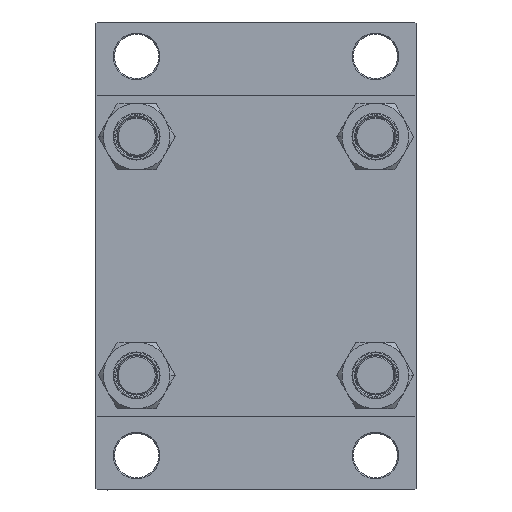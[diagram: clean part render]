
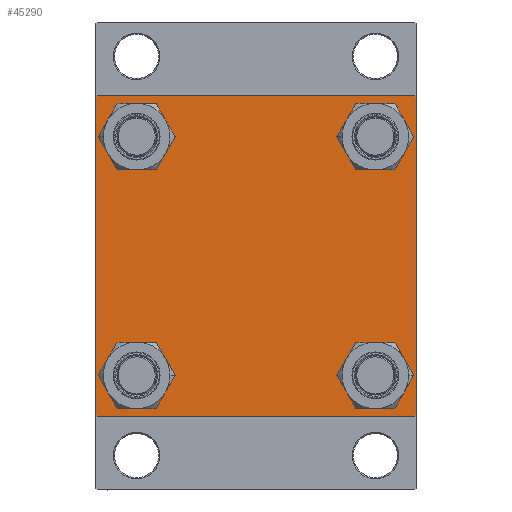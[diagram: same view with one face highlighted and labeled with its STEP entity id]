
A CAD part, left-side view. The second image highlights one B-rep face of the part: STEP entity #45290.
In plain terms, the highlighted planar face has unit normal (-1, 0, 0).
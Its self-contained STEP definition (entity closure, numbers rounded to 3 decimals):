
#128 = CIRCLE ( 'NONE', #11716, 8.5 ) ;
#459 = VECTOR ( 'NONE', #31756, 1000. ) ;
#691 = CARTESIAN_POINT ( 'NONE',  ( 0., 48.45, 39.95 ) ) ;
#1097 = VERTEX_POINT ( 'NONE', #17505 ) ;
#1459 = DIRECTION ( 'NONE',  ( 0., 0., 1. ) ) ;
#1461 = LINE ( 'NONE', #38149, #459 ) ;
#1602 = AXIS2_PLACEMENT_3D ( 'NONE', #16605, #12936, #27129 ) ;
#1657 = EDGE_CURVE ( 'NONE', #29806, #35248, #40317, .T. ) ;
#1905 = DIRECTION ( 'NONE',  ( 0., -1., 0. ) ) ;
#2163 = CARTESIAN_POINT ( 'NONE',  ( 0., 65., 65. ) ) ;
#2173 = DIRECTION ( 'NONE',  ( 0., 0., 1. ) ) ;
#2318 = DIRECTION ( 'NONE',  ( 0., 0., 1. ) ) ;
#2436 = ORIENTED_EDGE ( 'NONE', *, *, #20431, .F. ) ;
#2829 = ORIENTED_EDGE ( 'NONE', *, *, #1657, .T. ) ;
#3329 = DIRECTION ( 'NONE',  ( 0., 0., -1. ) ) ;
#3640 = AXIS2_PLACEMENT_3D ( 'NONE', #46641, #28309, #2173 ) ;
#3661 = ORIENTED_EDGE ( 'NONE', *, *, #32242, .T. ) ;
#3897 = ORIENTED_EDGE ( 'NONE', *, *, #12691, .T. ) ;
#4052 = CARTESIAN_POINT ( 'NONE',  ( 0., 65., -64.5 ) ) ;
#4222 = ORIENTED_EDGE ( 'NONE', *, *, #46781, .T. ) ;
#4863 = CIRCLE ( 'NONE', #14221, 8.5 ) ;
#4910 = FACE_BOUND ( 'NONE', #11451, .T. ) ;
#5488 = ORIENTED_EDGE ( 'NONE', *, *, #24830, .T. ) ;
#6485 = CARTESIAN_POINT ( 'NONE',  ( 0., -48.45, 48.45 ) ) ;
#6519 = VERTEX_POINT ( 'NONE', #30484 ) ;
#6612 = EDGE_CURVE ( 'NONE', #18834, #21081, #38313, .T. ) ;
#6813 = DIRECTION ( 'NONE',  ( 0., -1., 0. ) ) ;
#7293 = ORIENTED_EDGE ( 'NONE', *, *, #46582, .T. ) ;
#7298 = CARTESIAN_POINT ( 'NONE',  ( 0., -48.45, 48.45 ) ) ;
#7453 = CARTESIAN_POINT ( 'NONE',  ( 0., -65., 65. ) ) ;
#8188 = DIRECTION ( 'NONE',  ( 0., 0., 1. ) ) ;
#8560 = PLANE ( 'NONE',  #30825 ) ;
#8802 = ORIENTED_EDGE ( 'NONE', *, *, #6612, .T. ) ;
#9068 = VERTEX_POINT ( 'NONE', #32349 ) ;
#9280 = DIRECTION ( 'NONE',  ( 0., 0., 1. ) ) ;
#10493 = VERTEX_POINT ( 'NONE', #35484 ) ;
#10793 = EDGE_CURVE ( 'NONE', #39113, #1097, #42827, .T. ) ;
#10796 = VERTEX_POINT ( 'NONE', #17100 ) ;
#11357 = AXIS2_PLACEMENT_3D ( 'NONE', #19659, #31123, #45564 ) ;
#11451 = EDGE_LOOP ( 'NONE', ( #4222, #2829 ) ) ;
#11716 = AXIS2_PLACEMENT_3D ( 'NONE', #19674, #22389, #8188 ) ;
#12151 = VERTEX_POINT ( 'NONE', #13079 ) ;
#12430 = ORIENTED_EDGE ( 'NONE', *, *, #10793, .T. ) ;
#12590 = VECTOR ( 'NONE', #3329, 1000. ) ;
#12627 = CARTESIAN_POINT ( 'NONE',  ( 0., -64.75, -64.75 ) ) ;
#12655 = AXIS2_PLACEMENT_3D ( 'NONE', #6485, #32852, #2318 ) ;
#12691 = EDGE_CURVE ( 'NONE', #6519, #35317, #34587, .T. ) ;
#12936 = DIRECTION ( 'NONE',  ( 1., 0., 0. ) ) ;
#13059 = ORIENTED_EDGE ( 'NONE', *, *, #43106, .T. ) ;
#13079 = CARTESIAN_POINT ( 'NONE',  ( 0., -65., 64.5 ) ) ;
#14116 = ORIENTED_EDGE ( 'NONE', *, *, #34328, .F. ) ;
#14221 = AXIS2_PLACEMENT_3D ( 'NONE', #40766, #32255, #28590 ) ;
#14305 = CARTESIAN_POINT ( 'NONE',  ( 0., -48.45, -39.95 ) ) ;
#14487 = CIRCLE ( 'NONE', #11357, 8.5 ) ;
#16136 = DIRECTION ( 'NONE',  ( -1., 0., 0. ) ) ;
#16320 = CARTESIAN_POINT ( 'NONE',  ( 0., 65., -65. ) ) ;
#16605 = CARTESIAN_POINT ( 'NONE',  ( 0., -48.45, -48.45 ) ) ;
#16643 = VECTOR ( 'NONE', #25442, 1000. ) ;
#17100 = CARTESIAN_POINT ( 'NONE',  ( 0., 64.5, -65. ) ) ;
#17314 = EDGE_CURVE ( 'NONE', #37259, #10493, #37562, .T. ) ;
#17505 = CARTESIAN_POINT ( 'NONE',  ( 0., 48.45, -39.95 ) ) ;
#17679 = EDGE_CURVE ( 'NONE', #1097, #39113, #128, .T. ) ;
#17870 = LINE ( 'NONE', #28616, #16643 ) ;
#18834 = VERTEX_POINT ( 'NONE', #29616 ) ;
#19198 = ORIENTED_EDGE ( 'NONE', *, *, #17314, .T. ) ;
#19659 = CARTESIAN_POINT ( 'NONE',  ( 0., 48.45, 48.45 ) ) ;
#19674 = CARTESIAN_POINT ( 'NONE',  ( 0., 48.45, -48.45 ) ) ;
#19807 = CARTESIAN_POINT ( 'NONE',  ( 0., 0., 0. ) ) ;
#20431 = EDGE_CURVE ( 'NONE', #12151, #21081, #21665, .T. ) ;
#21081 = VERTEX_POINT ( 'NONE', #27174 ) ;
#21283 = CIRCLE ( 'NONE', #12655, 8.5 ) ;
#21665 = LINE ( 'NONE', #7453, #12590 ) ;
#21979 = DIRECTION ( 'NONE',  ( 0., 0., 1. ) ) ;
#22286 = FACE_BOUND ( 'NONE', #33864, .T. ) ;
#22389 = DIRECTION ( 'NONE',  ( 1., 0., 0. ) ) ;
#23001 = EDGE_CURVE ( 'NONE', #10493, #37259, #21283, .T. ) ;
#24149 = VECTOR ( 'NONE', #35068, 1000. ) ;
#24658 = VECTOR ( 'NONE', #1905, 1000. ) ;
#24738 = CARTESIAN_POINT ( 'NONE',  ( 0., -48.45, -56.95 ) ) ;
#24830 = EDGE_CURVE ( 'NONE', #12151, #9068, #17870, .T. ) ;
#25442 = DIRECTION ( 'NONE',  ( 0., 0.707, 0.707 ) ) ;
#25598 = CARTESIAN_POINT ( 'NONE',  ( 0., -48.45, 56.95 ) ) ;
#26428 = AXIS2_PLACEMENT_3D ( 'NONE', #39355, #35185, #9280 ) ;
#26642 = EDGE_LOOP ( 'NONE', ( #44598, #12430 ) ) ;
#27090 = VECTOR ( 'NONE', #28273, 1000. ) ;
#27129 = DIRECTION ( 'NONE',  ( 0., 0., 1. ) ) ;
#27137 = FACE_BOUND ( 'NONE', #33555, .T. ) ;
#27174 = CARTESIAN_POINT ( 'NONE',  ( 0., -65., -64.5 ) ) ;
#27817 = EDGE_CURVE ( 'NONE', #10796, #18834, #35875, .T. ) ;
#28248 = CARTESIAN_POINT ( 'NONE',  ( 0., 64.75, -64.75 ) ) ;
#28273 = DIRECTION ( 'NONE',  ( 0., -0.707, 0.707 ) ) ;
#28309 = DIRECTION ( 'NONE',  ( 1., 0., 0. ) ) ;
#28490 = LINE ( 'NONE', #28248, #43368 ) ;
#28590 = DIRECTION ( 'NONE',  ( 0., 0., 1. ) ) ;
#28616 = CARTESIAN_POINT ( 'NONE',  ( 0., -64.75, 64.75 ) ) ;
#28983 = DIRECTION ( 'NONE',  ( 0., -0.707, -0.707 ) ) ;
#29353 = EDGE_CURVE ( 'NONE', #42122, #31092, #39906, .T. ) ;
#29616 = CARTESIAN_POINT ( 'NONE',  ( 0., -64.5, -65. ) ) ;
#29806 = VERTEX_POINT ( 'NONE', #691 ) ;
#30484 = CARTESIAN_POINT ( 'NONE',  ( 0., 65., 64.5 ) ) ;
#30825 = AXIS2_PLACEMENT_3D ( 'NONE', #19807, #16136, #1459 ) ;
#31092 = VERTEX_POINT ( 'NONE', #14305 ) ;
#31123 = DIRECTION ( 'NONE',  ( 1., 0., 0. ) ) ;
#31756 = DIRECTION ( 'NONE',  ( 0., 0.707, -0.707 ) ) ;
#32242 = EDGE_CURVE ( 'NONE', #31092, #42122, #4863, .T. ) ;
#32255 = DIRECTION ( 'NONE',  ( 1., 0., 0. ) ) ;
#32349 = CARTESIAN_POINT ( 'NONE',  ( 0., -64.5, 65. ) ) ;
#32457 = LINE ( 'NONE', #2163, #43843 ) ;
#32852 = DIRECTION ( 'NONE',  ( 1., 0., 0. ) ) ;
#33555 = EDGE_LOOP ( 'NONE', ( #19198, #38469 ) ) ;
#33605 = CARTESIAN_POINT ( 'NONE',  ( 0., 48.45, 56.95 ) ) ;
#33864 = EDGE_LOOP ( 'NONE', ( #3661, #47961 ) ) ;
#34328 = EDGE_CURVE ( 'NONE', #41705, #9068, #32457, .T. ) ;
#34587 = LINE ( 'NONE', #41944, #24149 ) ;
#34656 = ORIENTED_EDGE ( 'NONE', *, *, #27817, .T. ) ;
#35068 = DIRECTION ( 'NONE',  ( 0., 0., -1. ) ) ;
#35185 = DIRECTION ( 'NONE',  ( 1., 0., 0. ) ) ;
#35248 = VERTEX_POINT ( 'NONE', #33605 ) ;
#35317 = VERTEX_POINT ( 'NONE', #4052 ) ;
#35484 = CARTESIAN_POINT ( 'NONE',  ( 0., -48.45, 39.95 ) ) ;
#35875 = LINE ( 'NONE', #16320, #24658 ) ;
#36398 = DIRECTION ( 'NONE',  ( 1., 0., 0. ) ) ;
#36798 = AXIS2_PLACEMENT_3D ( 'NONE', #7298, #36398, #21979 ) ;
#37185 = FACE_BOUND ( 'NONE', #26642, .T. ) ;
#37259 = VERTEX_POINT ( 'NONE', #25598 ) ;
#37562 = CIRCLE ( 'NONE', #36798, 8.5 ) ;
#38149 = CARTESIAN_POINT ( 'NONE',  ( 0., 64.75, 64.75 ) ) ;
#38313 = LINE ( 'NONE', #12627, #27090 ) ;
#38469 = ORIENTED_EDGE ( 'NONE', *, *, #23001, .T. ) ;
#39113 = VERTEX_POINT ( 'NONE', #46053 ) ;
#39355 = CARTESIAN_POINT ( 'NONE',  ( 0., 48.45, -48.45 ) ) ;
#39906 = CIRCLE ( 'NONE', #1602, 8.5 ) ;
#40317 = CIRCLE ( 'NONE', #3640, 8.5 ) ;
#40455 = CARTESIAN_POINT ( 'NONE',  ( 0., 64.5, 65. ) ) ;
#40766 = CARTESIAN_POINT ( 'NONE',  ( 0., -48.45, -48.45 ) ) ;
#41156 = EDGE_LOOP ( 'NONE', ( #3897, #7293, #34656, #8802, #2436, #5488, #14116, #13059 ) ) ;
#41705 = VERTEX_POINT ( 'NONE', #40455 ) ;
#41944 = CARTESIAN_POINT ( 'NONE',  ( 0., 65., 65. ) ) ;
#42122 = VERTEX_POINT ( 'NONE', #24738 ) ;
#42827 = CIRCLE ( 'NONE', #26428, 8.5 ) ;
#43106 = EDGE_CURVE ( 'NONE', #41705, #6519, #1461, .T. ) ;
#43368 = VECTOR ( 'NONE', #28983, 1000. ) ;
#43843 = VECTOR ( 'NONE', #6813, 1000. ) ;
#44598 = ORIENTED_EDGE ( 'NONE', *, *, #17679, .T. ) ;
#45290 = ADVANCED_FACE ( 'NONE', ( #27137, #22286, #37185, #4910, #46671 ), #8560, .T. ) ;
#45564 = DIRECTION ( 'NONE',  ( 0., 0., 1. ) ) ;
#46053 = CARTESIAN_POINT ( 'NONE',  ( 0., 48.45, -56.95 ) ) ;
#46582 = EDGE_CURVE ( 'NONE', #35317, #10796, #28490, .T. ) ;
#46641 = CARTESIAN_POINT ( 'NONE',  ( 0., 48.45, 48.45 ) ) ;
#46671 = FACE_OUTER_BOUND ( 'NONE', #41156, .T. ) ;
#46781 = EDGE_CURVE ( 'NONE', #35248, #29806, #14487, .T. ) ;
#47961 = ORIENTED_EDGE ( 'NONE', *, *, #29353, .T. ) ;
